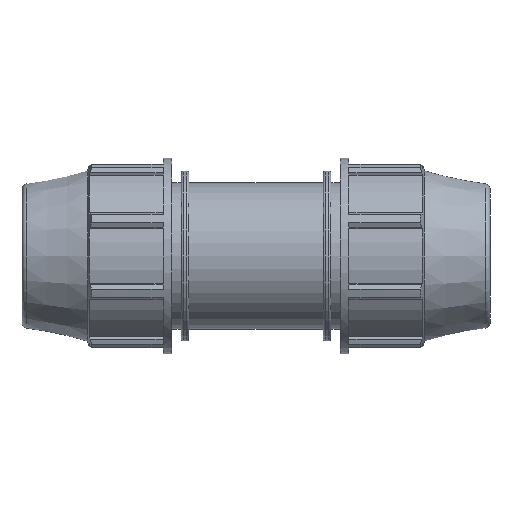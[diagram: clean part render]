
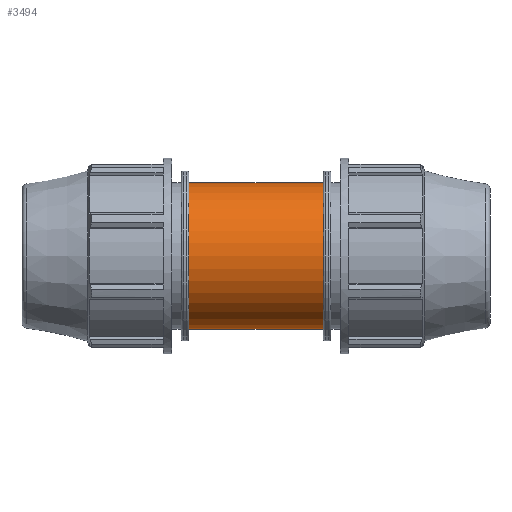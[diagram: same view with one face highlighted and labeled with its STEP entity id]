
A CAD part, front view. The second image highlights one B-rep face of the part: STEP entity #3494.
In plain terms, the highlighted cylindrical face has radius 36 mm (diameter 72 mm), a full revolution.
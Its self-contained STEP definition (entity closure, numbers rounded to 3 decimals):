
#797=B_SPLINE_CURVE_WITH_KNOTS('',3,(#5030,#5031,#5032,#5033,#5034,#5035,
#5036,#5037,#5038,#5039,#5040,#5041,#5042,#5043,#5044,#5045,#5046,#5047,
#5048,#5049,#5050,#5051,#5052,#5053,#5054,#5055,#5056,#5057,#5058,#5059,
#5060,#5061,#5062,#5063,#5064,#5065,#5066,#5067,#5068,#5069,#5070,#5071,
#5072,#5073,#5074,#5075,#5076,#5077,#5078,#5079,#5080,#5081,#5082,#5083,
#5084,#5085,#5086,#5087,#5088,#5089,#5090,#5091,#5092,#5093,#5094,#5095),
 .UNSPECIFIED.,.T.,.F.,(4,2,2,2,2,2,2,2,2,2,2,2,2,2,2,2,2,2,2,2,2,2,2,2,
2,2,2,2,2,2,2,2,4),(0.,0.473,0.947,1.42,
1.894,2.362,2.83,3.298,3.767,
4.235,4.703,5.171,5.64,6.113,
6.586,7.06,7.533,8.007,8.48,
8.954,9.427,9.895,10.363,10.832,
11.3,11.768,12.236,12.705,13.173,
13.646,14.12,14.593,15.067),
 .UNSPECIFIED.);
#799=FACE_BOUND('',#1056,.T.);
#800=FACE_BOUND('',#1057,.T.);
#856=FACE_OUTER_BOUND('',#1055,.T.);
#1055=EDGE_LOOP('',(#2284));
#1056=EDGE_LOOP('',(#2285));
#1057=EDGE_LOOP('',(#2286));
#1311=CIRCLE('',#3696,36.);
#1312=CIRCLE('',#3697,36.);
#1458=VERTEX_POINT('',#5025);
#1459=VERTEX_POINT('',#5027);
#1460=VERTEX_POINT('',#5029);
#1799=EDGE_CURVE('',#1458,#1458,#1311,.T.);
#1800=EDGE_CURVE('',#1459,#1459,#1312,.T.);
#1801=EDGE_CURVE('',#1460,#1460,#797,.T.);
#2284=ORIENTED_EDGE('',*,*,#1799,.F.);
#2285=ORIENTED_EDGE('',*,*,#1800,.T.);
#2286=ORIENTED_EDGE('',*,*,#1801,.F.);
#3254=CYLINDRICAL_SURFACE('',#3695,36.);
#3494=ADVANCED_FACE('',(#856,#799,#800),#3254,.T.);
#3695=AXIS2_PLACEMENT_3D('',#5024,#4043,#4044);
#3696=AXIS2_PLACEMENT_3D('',#5026,#4045,#4046);
#3697=AXIS2_PLACEMENT_3D('',#5028,#4047,#4048);
#4043=DIRECTION('center_axis',(1.,0.,0.));
#4044=DIRECTION('ref_axis',(0.,1.,0.));
#4045=DIRECTION('center_axis',(1.,0.,0.));
#4046=DIRECTION('ref_axis',(0.,0.,-1.));
#4047=DIRECTION('center_axis',(1.,0.,0.));
#4048=DIRECTION('ref_axis',(0.,0.,-1.));
#5024=CARTESIAN_POINT('Origin',(23.383,0.,0.));
#5025=CARTESIAN_POINT('',(32.967,36.,0.));
#5026=CARTESIAN_POINT('Origin',(32.967,0.,0.));
#5027=CARTESIAN_POINT('',(-32.967,36.,0.));
#5028=CARTESIAN_POINT('Origin',(-32.967,0.,0.));
#5029=CARTESIAN_POINT('',(0.,26.833,24.));
#5030=CARTESIAN_POINT('Ctrl Pts',(0.,26.833,
24.));
#5031=CARTESIAN_POINT('Ctrl Pts',(1.578,26.833,24.));
#5032=CARTESIAN_POINT('Ctrl Pts',(3.181,26.976,23.842));
#5033=CARTESIAN_POINT('Ctrl Pts',(6.324,27.524,23.207));
#5034=CARTESIAN_POINT('Ctrl Pts',(7.864,27.927,22.731));
#5035=CARTESIAN_POINT('Ctrl Pts',(10.792,28.889,21.496));
#5036=CARTESIAN_POINT('Ctrl Pts',(12.183,29.447,20.736));
#5037=CARTESIAN_POINT('Ctrl Pts',(14.75,30.598,18.996));
#5038=CARTESIAN_POINT('Ctrl Pts',(15.927,31.191,18.014));
#5039=CARTESIAN_POINT('Ctrl Pts',(18.003,32.301,15.938));
#5040=CARTESIAN_POINT('Ctrl Pts',(18.982,32.861,14.768));
#5041=CARTESIAN_POINT('Ctrl Pts',(20.726,33.898,12.2));
#5042=CARTESIAN_POINT('Ctrl Pts',(21.491,34.375,10.802));
#5043=CARTESIAN_POINT('Ctrl Pts',(22.734,35.165,7.857));
#5044=CARTESIAN_POINT('Ctrl Pts',(23.212,35.479,6.307));
#5045=CARTESIAN_POINT('Ctrl Pts',(23.845,35.896,3.159));
#5046=CARTESIAN_POINT('Ctrl Pts',(24.,36.,1.561));
#5047=CARTESIAN_POINT('Ctrl Pts',(24.,36.,-1.561));
#5048=CARTESIAN_POINT('Ctrl Pts',(23.845,35.896,-3.159));
#5049=CARTESIAN_POINT('Ctrl Pts',(23.212,35.479,-6.307));
#5050=CARTESIAN_POINT('Ctrl Pts',(22.734,35.165,-7.857));
#5051=CARTESIAN_POINT('Ctrl Pts',(21.491,34.375,-10.802));
#5052=CARTESIAN_POINT('Ctrl Pts',(20.726,33.898,-12.2));
#5053=CARTESIAN_POINT('Ctrl Pts',(18.982,32.861,-14.768));
#5054=CARTESIAN_POINT('Ctrl Pts',(18.003,32.301,-15.938));
#5055=CARTESIAN_POINT('Ctrl Pts',(15.927,31.191,-18.014));
#5056=CARTESIAN_POINT('Ctrl Pts',(14.75,30.598,-18.996));
#5057=CARTESIAN_POINT('Ctrl Pts',(12.183,29.447,-20.736));
#5058=CARTESIAN_POINT('Ctrl Pts',(10.792,28.889,-21.496));
#5059=CARTESIAN_POINT('Ctrl Pts',(7.864,27.927,-22.731));
#5060=CARTESIAN_POINT('Ctrl Pts',(6.324,27.524,-23.207));
#5061=CARTESIAN_POINT('Ctrl Pts',(3.181,26.976,-23.842));
#5062=CARTESIAN_POINT('Ctrl Pts',(1.578,26.833,-24.));
#5063=CARTESIAN_POINT('Ctrl Pts',(-1.578,26.833,-24.));
#5064=CARTESIAN_POINT('Ctrl Pts',(-3.181,26.976,-23.842));
#5065=CARTESIAN_POINT('Ctrl Pts',(-6.324,27.524,-23.207));
#5066=CARTESIAN_POINT('Ctrl Pts',(-7.864,27.927,-22.731));
#5067=CARTESIAN_POINT('Ctrl Pts',(-10.792,28.889,-21.496));
#5068=CARTESIAN_POINT('Ctrl Pts',(-12.183,29.447,-20.736));
#5069=CARTESIAN_POINT('Ctrl Pts',(-14.75,30.598,-18.996));
#5070=CARTESIAN_POINT('Ctrl Pts',(-15.927,31.191,-18.014));
#5071=CARTESIAN_POINT('Ctrl Pts',(-18.003,32.301,-15.938));
#5072=CARTESIAN_POINT('Ctrl Pts',(-18.982,32.861,-14.768));
#5073=CARTESIAN_POINT('Ctrl Pts',(-20.726,33.898,-12.2));
#5074=CARTESIAN_POINT('Ctrl Pts',(-21.491,34.375,-10.802));
#5075=CARTESIAN_POINT('Ctrl Pts',(-22.734,35.165,-7.857));
#5076=CARTESIAN_POINT('Ctrl Pts',(-23.212,35.479,-6.307));
#5077=CARTESIAN_POINT('Ctrl Pts',(-23.845,35.896,-3.159));
#5078=CARTESIAN_POINT('Ctrl Pts',(-24.,36.,-1.561));
#5079=CARTESIAN_POINT('Ctrl Pts',(-24.,36.,1.561));
#5080=CARTESIAN_POINT('Ctrl Pts',(-23.845,35.896,3.159));
#5081=CARTESIAN_POINT('Ctrl Pts',(-23.212,35.479,6.307));
#5082=CARTESIAN_POINT('Ctrl Pts',(-22.734,35.165,7.857));
#5083=CARTESIAN_POINT('Ctrl Pts',(-21.491,34.375,10.802));
#5084=CARTESIAN_POINT('Ctrl Pts',(-20.726,33.898,12.2));
#5085=CARTESIAN_POINT('Ctrl Pts',(-18.982,32.861,14.768));
#5086=CARTESIAN_POINT('Ctrl Pts',(-18.003,32.301,15.938));
#5087=CARTESIAN_POINT('Ctrl Pts',(-15.927,31.191,18.014));
#5088=CARTESIAN_POINT('Ctrl Pts',(-14.75,30.598,18.996));
#5089=CARTESIAN_POINT('Ctrl Pts',(-12.183,29.447,20.736));
#5090=CARTESIAN_POINT('Ctrl Pts',(-10.792,28.889,21.496));
#5091=CARTESIAN_POINT('Ctrl Pts',(-7.864,27.927,22.731));
#5092=CARTESIAN_POINT('Ctrl Pts',(-6.324,27.524,23.207));
#5093=CARTESIAN_POINT('Ctrl Pts',(-3.181,26.976,23.842));
#5094=CARTESIAN_POINT('Ctrl Pts',(-1.578,26.833,24.));
#5095=CARTESIAN_POINT('Ctrl Pts',(0.,26.833,
24.));
